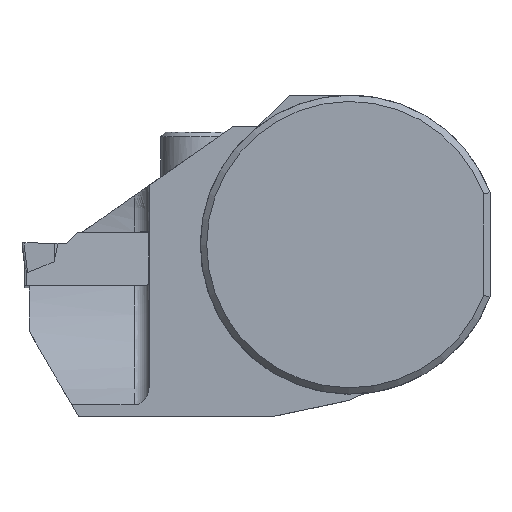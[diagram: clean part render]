
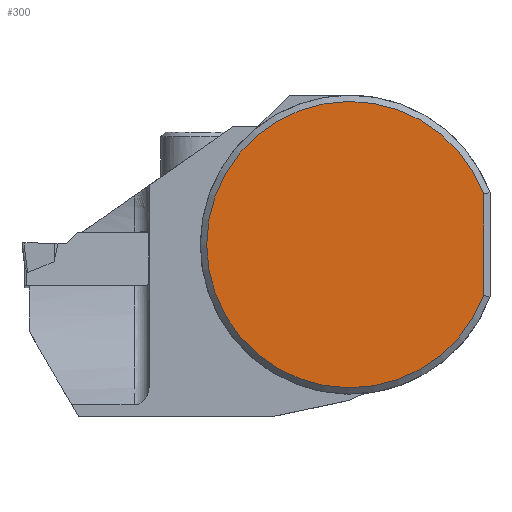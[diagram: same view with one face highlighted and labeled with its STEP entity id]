
A CAD part, top view. The second image highlights one B-rep face of the part: STEP entity #300.
In plain terms, the highlighted planar face has unit normal (0, 0, 1).
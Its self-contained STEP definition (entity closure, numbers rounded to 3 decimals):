
#229=CIRCLE('',#1794,15.325);
#300=ADVANCED_FACE('',(#433),#372,.F.);
#372=PLANE('',#1797);
#433=FACE_OUTER_BOUND('',#520,.T.);
#520=EDGE_LOOP('',(#832,#833));
#832=ORIENTED_EDGE('',*,*,#1314,.T.);
#833=ORIENTED_EDGE('',*,*,#1317,.T.);
#1120=VERTEX_POINT('',#2857);
#1121=VERTEX_POINT('',#2859);
#1314=EDGE_CURVE('',#1121,#1120,#1491,.T.);
#1317=EDGE_CURVE('',#1120,#1121,#229,.T.);
#1491=LINE('',#2858,#1616);
#1616=VECTOR('',#2128,1.);
#1794=AXIS2_PLACEMENT_3D('',#2868,#2136,#2137);
#1797=AXIS2_PLACEMENT_3D('',#2871,#2142,#2143);
#2128=DIRECTION('',(0.,1.,0.));
#2136=DIRECTION('',(0.,0.,1.));
#2137=DIRECTION('',(-1.,0.,0.));
#2142=DIRECTION('',(0.,0.,-1.));
#2143=DIRECTION('',(-1.,0.,0.));
#2857=CARTESIAN_POINT('',(14.325,5.445,0.));
#2858=CARTESIAN_POINT('',(14.325,16.,0.));
#2859=CARTESIAN_POINT('',(14.325,-5.445,0.));
#2868=CARTESIAN_POINT('',(0.,0.,0.));
#2871=CARTESIAN_POINT('',(0.,0.,0.));
